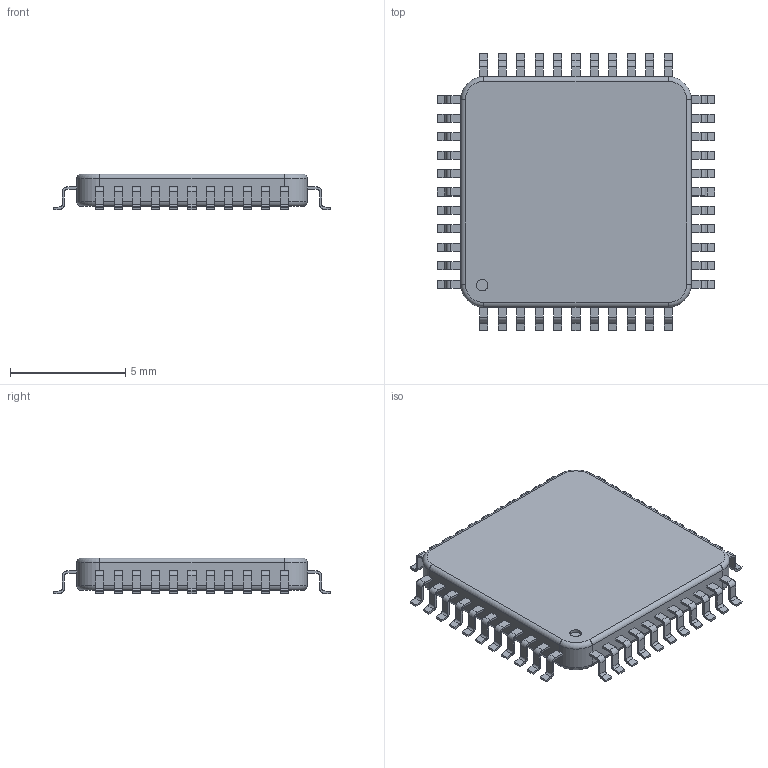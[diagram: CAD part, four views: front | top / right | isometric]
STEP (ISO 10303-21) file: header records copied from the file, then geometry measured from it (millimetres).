
FILE_DESCRIPTION(('FreeCAD Model'),'2;1');
FILE_NAME('Resine_sp.step','2020-04-13T20:23:06',( 'kicad StepUp'),('ksu MCAD'),'Open CASCADE STEP processor 7.3', 'FreeCAD','Unknown');
FILE_SCHEMA(('AUTOMOTIVE_DESIGN { 1 0 10303 214 1 1 1 1 }'));
Length unit declared in the file: millimetre
Products named in the file (1): Resine_sp
Bounding box: 12.02 x 12.02 x 1.56 mm (x, y, z)
Volume: 140.8 mm3; surface area: 314.9 mm2
Topology: 1 solids, 1 shells, 608 faces, 1675 edges, 1106 vertices
Faces by surface type: plane 411, cylinder 189, torus 8
Full cylindrical faces by diameter (mm): 0.5 x1
Entity records: 23539 total; most frequent: CARTESIAN_POINT 3390, ORIENTED_EDGE 3350, DIRECTION 3279, EDGE_CURVE 1675, LINE 1289, VECTOR 1289, VERTEX_POINT 1106, AXIS2_PLACEMENT_3D 995
